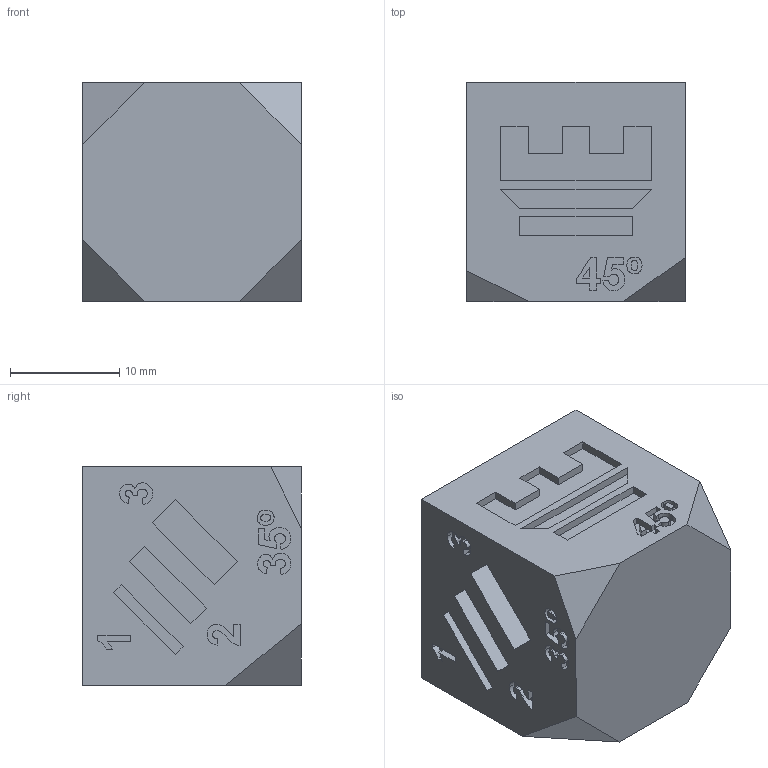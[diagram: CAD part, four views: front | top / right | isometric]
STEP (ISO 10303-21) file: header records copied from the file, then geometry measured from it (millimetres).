
FILE_DESCRIPTION (( 'STEP AP214' ), '1' );
FILE_NAME ('Rook Calibration Cube3.STEP', '2022-11-24T19:13:53', ( '' ), ( '' ), 'SwSTEP 2.0', 'SolidWorks 2020', '' );
FILE_SCHEMA (( 'AUTOMOTIVE_DESIGN' ));
Length unit declared in the file: millimetre
Products named in the file (1): Rook Calibration Cube3
Bounding box: 20 x 20 x 20 mm (x, y, z)
Volume: 7476 mm3; surface area: 2853 mm2
Topology: 1 solids, 1 shells, 292 faces, 777 edges, 518 vertices
Faces by surface type: plane 160, bspline 132
Entity records: 15523 total; most frequent: CARTESIAN_POINT 9120, ORIENTED_EDGE 1554, DIRECTION 835, EDGE_CURVE 777, VERTEX_POINT 518, LINE 513, VECTOR 513, EDGE_LOOP 323
